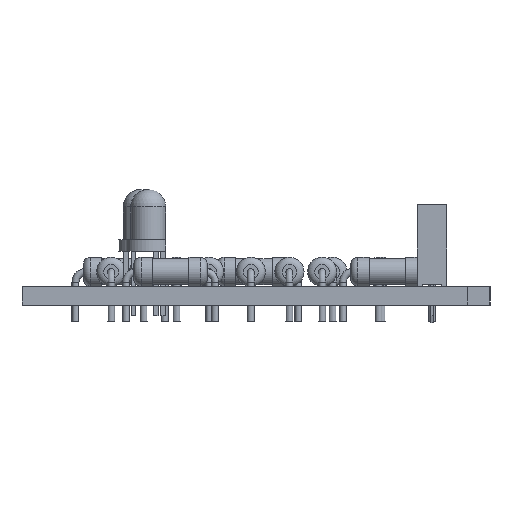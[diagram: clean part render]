
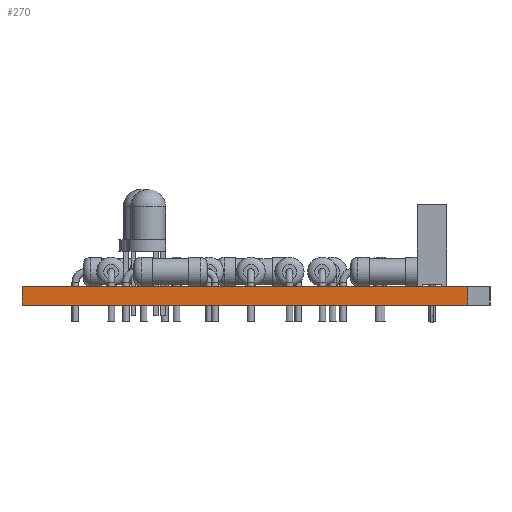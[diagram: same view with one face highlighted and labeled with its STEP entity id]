
A CAD part, left-side view. The second image highlights one B-rep face of the part: STEP entity #270.
In plain terms, the highlighted planar face has unit normal (-1, 0, 0).
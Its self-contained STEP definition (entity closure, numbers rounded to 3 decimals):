
#214 = VERTEX_POINT('',#215);
#215 = CARTESIAN_POINT('',(66.04,-71.12,-1.6));
#221 = EDGE_CURVE('',#222,#214,#224,.T.);
#222 = VERTEX_POINT('',#223);
#223 = CARTESIAN_POINT('',(66.04,-71.12,0.));
#224 = LINE('',#225,#226);
#225 = CARTESIAN_POINT('',(66.04,-71.12,0.));
#226 = VECTOR('',#227,1.);
#227 = DIRECTION('',(0.,0.,-1.));
#270 = ADVANCED_FACE('',(#271),#296,.T.);
#271 = FACE_BOUND('',#272,.T.);
#272 = EDGE_LOOP('',(#273,#283,#289,#290));
#273 = ORIENTED_EDGE('',*,*,#274,.T.);
#274 = EDGE_CURVE('',#275,#277,#279,.T.);
#275 = VERTEX_POINT('',#276);
#276 = CARTESIAN_POINT('',(66.04,-33.02,0.));
#277 = VERTEX_POINT('',#278);
#278 = CARTESIAN_POINT('',(66.04,-33.02,-1.6));
#279 = LINE('',#280,#281);
#280 = CARTESIAN_POINT('',(66.04,-33.02,0.));
#281 = VECTOR('',#282,1.);
#282 = DIRECTION('',(0.,0.,-1.));
#283 = ORIENTED_EDGE('',*,*,#284,.T.);
#284 = EDGE_CURVE('',#277,#214,#285,.T.);
#285 = LINE('',#286,#287);
#286 = CARTESIAN_POINT('',(66.04,-33.02,-1.6));
#287 = VECTOR('',#288,1.);
#288 = DIRECTION('',(0.,-1.,0.));
#289 = ORIENTED_EDGE('',*,*,#221,.F.);
#290 = ORIENTED_EDGE('',*,*,#291,.F.);
#291 = EDGE_CURVE('',#275,#222,#292,.T.);
#292 = LINE('',#293,#294);
#293 = CARTESIAN_POINT('',(66.04,-33.02,0.));
#294 = VECTOR('',#295,1.);
#295 = DIRECTION('',(0.,-1.,0.));
#296 = PLANE('',#297);
#297 = AXIS2_PLACEMENT_3D('',#298,#299,#300);
#298 = CARTESIAN_POINT('',(66.04,-33.02,0.));
#299 = DIRECTION('',(-1.,0.,0.));
#300 = DIRECTION('',(0.,-1.,0.));
